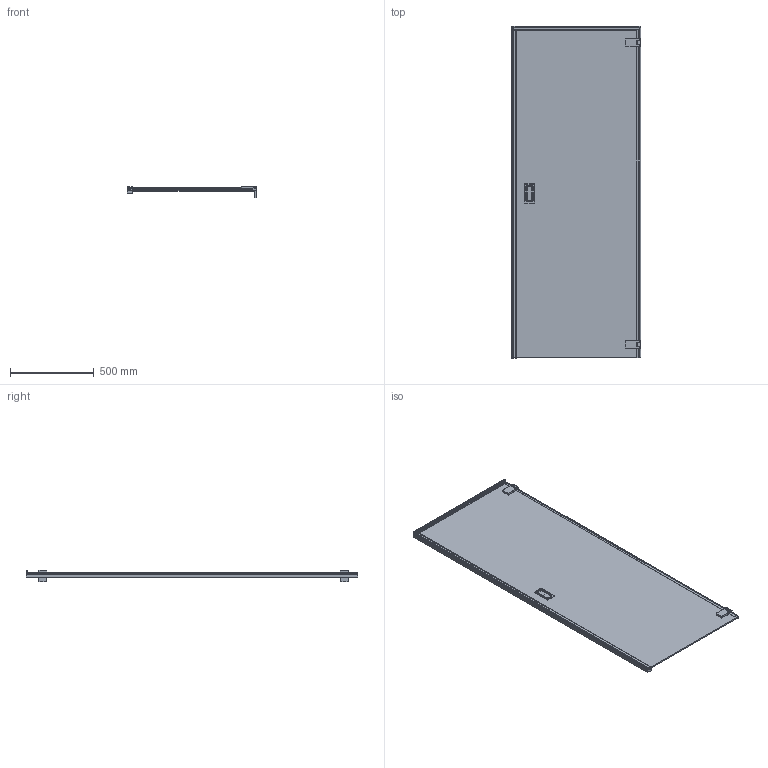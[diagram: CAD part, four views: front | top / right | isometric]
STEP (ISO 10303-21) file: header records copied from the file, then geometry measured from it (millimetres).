
FILE_DESCRIPTION (( 'STEP AP214' ), '1' );
FILE_NAME ('cge80x_040.STEP', '2020-04-22T03:57:33', ( '' ), ( '' ), 'SwSTEP 2.0', 'SolidWorks 2016', '' );
FILE_SCHEMA (( 'AUTOMOTIVE_DESIGN' ));
Length unit declared in the file: millimetre
Products named in the file (1): cge80x_040
Bounding box: 771.49 x 1983.2 x 69 mm (x, y, z)
Volume: 13667415.4 mm3; surface area: 3615409.9 mm2
Topology: 1 solids, 5 shells, 877 faces, 2330 edges, 1426 vertices
Faces by surface type: plane 336, cylinder 303, bspline 208, cone 22, torus 4, sphere 4
Entity records: 36262 total; most frequent: CARTESIAN_POINT 16157, ORIENTED_EDGE 4612, DIRECTION 3750, EDGE_CURVE 2306, VERTEX_POINT 1426, AXIS2_PLACEMENT_3D 1302, VECTOR 1146, LINE 1146
